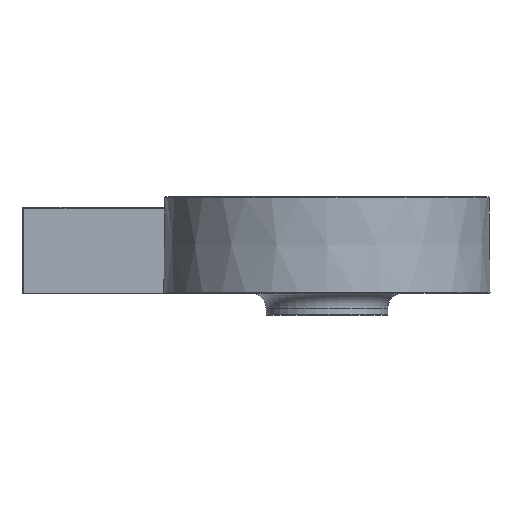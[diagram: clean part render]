
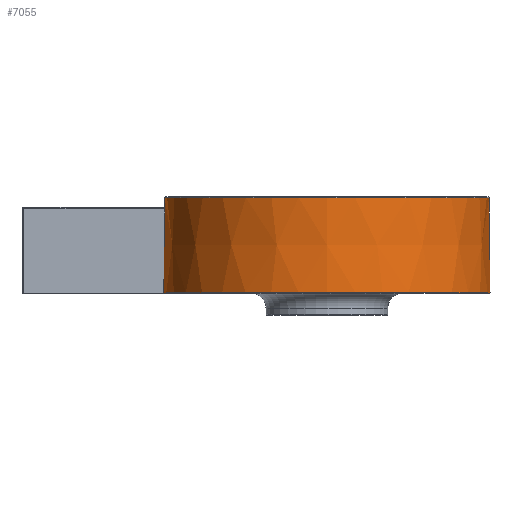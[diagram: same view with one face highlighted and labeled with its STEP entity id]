
A CAD part, top view. The second image highlights one B-rep face of the part: STEP entity #7055.
In plain terms, the highlighted conical face has half-angle 0.5 degrees and reference radius 160 mm.
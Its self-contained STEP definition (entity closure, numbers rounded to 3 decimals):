
#4 = VERTEX_POINT ( 'NONE', #8975 ) ;
#7 = VERTEX_POINT ( 'NONE', #1573 ) ;
#492 = EDGE_CURVE ( 'NONE', #3629, #4, #5480, .T. ) ;
#816 = ORIENTED_EDGE ( 'NONE', *, *, #6867, .F. ) ;
#897 = CONICAL_SURFACE ( 'NONE', #6344, 160., 0.009 ) ;
#957 = DIRECTION ( 'NONE',  ( 0., -1., 0. ) ) ;
#1273 = VECTOR ( 'NONE', #4477, 1000. ) ;
#1465 = DIRECTION ( 'NONE',  ( 1., 0., 0. ) ) ;
#1518 = CARTESIAN_POINT ( 'NONE',  ( -160., 115.808, 0. ) ) ;
#1573 = CARTESIAN_POINT ( 'NONE',  ( -160.816, 22.304, 0. ) ) ;
#1626 = ORIENTED_EDGE ( 'NONE', *, *, #492, .T. ) ;
#1732 = AXIS2_PLACEMENT_3D ( 'NONE', #5148, #8134, #1465 ) ;
#2193 = LINE ( 'NONE', #5149, #9458 ) ;
#2452 = EDGE_LOOP ( 'NONE', ( #816, #1626, #2858, #5127 ) ) ;
#2762 = EDGE_CURVE ( 'NONE', #4, #7, #8185, .T. ) ;
#2858 = ORIENTED_EDGE ( 'NONE', *, *, #2762, .T. ) ;
#3294 = EDGE_CURVE ( 'NONE', #6057, #7, #7181, .T. ) ;
#3629 = VERTEX_POINT ( 'NONE', #7656 ) ;
#3678 = CARTESIAN_POINT ( 'NONE',  ( 0., 115.808, 0. ) ) ;
#3925 = DIRECTION ( 'NONE',  ( -1., 0., 0. ) ) ;
#4477 = DIRECTION ( 'NONE',  ( -0.009, -1., 0. ) ) ;
#4654 = FACE_OUTER_BOUND ( 'NONE', #2452, .T. ) ;
#5127 = ORIENTED_EDGE ( 'NONE', *, *, #3294, .F. ) ;
#5148 = CARTESIAN_POINT ( 'NONE',  ( 0., 22.304, 0. ) ) ;
#5149 = CARTESIAN_POINT ( 'NONE',  ( 160., 115.808, 0. ) ) ;
#5324 = AXIS2_PLACEMENT_3D ( 'NONE', #3678, #5922, #8889 ) ;
#5480 = CIRCLE ( 'NONE', #5324, 160. ) ;
#5922 = DIRECTION ( 'NONE',  ( 0., -1., 0. ) ) ;
#6057 = VERTEX_POINT ( 'NONE', #6248 ) ;
#6248 = CARTESIAN_POINT ( 'NONE',  ( 160.816, 22.304, 0. ) ) ;
#6344 = AXIS2_PLACEMENT_3D ( 'NONE', #7632, #957, #3925 ) ;
#6867 = EDGE_CURVE ( 'NONE', #3629, #6057, #2193, .T. ) ;
#7055 = ADVANCED_FACE ( 'NONE', ( #4654 ), #897, .T. ) ;
#7181 = CIRCLE ( 'NONE', #1732, 160.816 ) ;
#7632 = CARTESIAN_POINT ( 'NONE',  ( 0., 115.808, 0. ) ) ;
#7656 = CARTESIAN_POINT ( 'NONE',  ( 160., 115.808, 0. ) ) ;
#8134 = DIRECTION ( 'NONE',  ( 0., -1., 0. ) ) ;
#8135 = DIRECTION ( 'NONE',  ( 0.009, -1., 0. ) ) ;
#8185 = LINE ( 'NONE', #1518, #1273 ) ;
#8889 = DIRECTION ( 'NONE',  ( 1., 0., 0. ) ) ;
#8975 = CARTESIAN_POINT ( 'NONE',  ( -160., 115.808, 0. ) ) ;
#9458 = VECTOR ( 'NONE', #8135, 1000. ) ;
